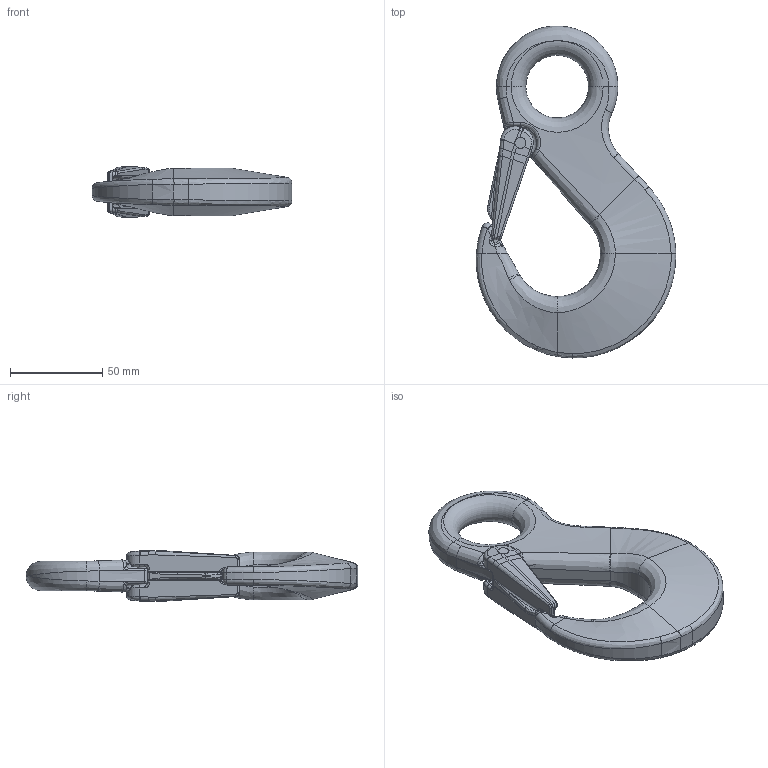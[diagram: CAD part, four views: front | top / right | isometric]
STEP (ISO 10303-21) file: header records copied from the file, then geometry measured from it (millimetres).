
FILE_DESCRIPTION(/* description */ (''),/* implementation_level */ '2;1');
FILE_NAME(/* name */ 'HSW 10 G10',/* time_stamp */ '2009-01-16T07:18:56+01:00',/* author */ (''),/* organization */ (''),/* preprocessor_version */ 'ST-DEVELOPER v9',/* originating_system */ 'UGS - NX 4.0',/* authorisation */ '');
FILE_SCHEMA (('AUTOMOTIVE_DESIGN { 1 0 10303 214 1 1 1 1 }'));
Length unit declared in the file: millimetre
Products named in the file (1): rit34DCju5l
Bounding box: 108.48 x 180.39 x 27.7 mm (x, y, z)
Volume: 171398.6 mm3; surface area: 34146.5 mm2
Topology: 3 solids, 3 shells, 371 faces, 925 edges, 548 vertices
Faces by surface type: bspline 160, cylinder 104, plane 83, torus 15, sphere 6, extrusion 3
Full cylindrical faces by diameter (mm): 6 x4
Entity records: 17782 total; most frequent: CARTESIAN_POINT 10246, ORIENTED_EDGE 1820, DIRECTION 1257, EDGE_CURVE 910, VERTEX_POINT 545, AXIS2_PLACEMENT_3D 508, EDGE_LOOP 379, ADVANCED_FACE 371
